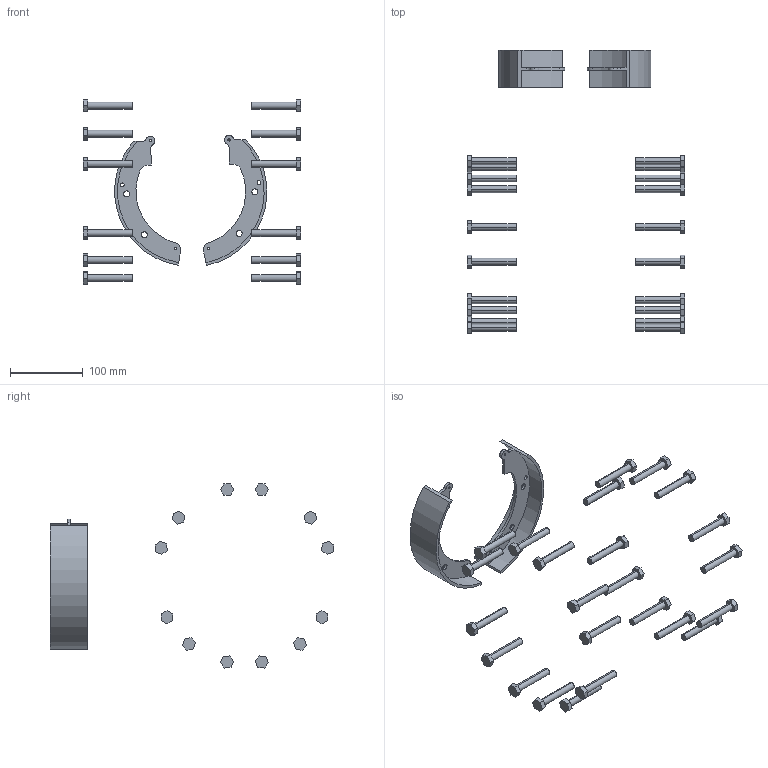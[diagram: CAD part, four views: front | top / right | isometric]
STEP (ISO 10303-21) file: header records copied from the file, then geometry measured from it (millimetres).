
FILE_DESCRIPTION (( 'STEP AP203' ), '1' );
FILE_NAME ('FrontAxle_Hardware.STEP', '2023-07-27T05:57:11', ( '' ), ( '' ), 'SwSTEP 2.0', 'SolidWorks 2021', '' );
FILE_SCHEMA (( 'CONFIG_CONTROL_DESIGN' ));
Length unit declared in the file: centimetre
Products named in the file (31): Part 26; Drum Brake _1_; Part 12-2; Front Axle Assembly _1_; Differential Bolts _1_; Part 72; Part 15-2; Part 23-1; Part 16-1; Part 7-3; Part 18-2; Part 19-2; Part 9-2; Part 24-1; Axle Case _1_; Part 6-3; Part 8-3; Part 28; Part 22-1; Part 10-2; Part 17-1; Part 21-1; FrontAxle_Hardware; Part 5-4; Part 27; Part 25-1; Part 13-2; Part 20-2; Part 71; Part 14-2; Part 11-2
Assembly tree (30 placements, depth 5):
  FrontAxle_Hardware
    Front Axle Assembly _1_
      Axle Case _1_
        Differential Bolts _1_
          Part 22-1
          Part 14-2
          Part 9-2
          Part 6-3
          Part 28
          Part 25-1
          Part 20-2
          Part 23-1
          Part 7-3
          Part 17-1
          Part 16-1
          Part 27
          Part 19-2
          Part 15-2
          Part 12-2
          Part 24-1
          Part 5-4
          Part 18-2
          Part 21-1
          Part 10-2
          Part 11-2
          Part 8-3
          Part 26
          Part 13-2
      Drum Brake _1_
        Part 71
        Part 72
Bounding box: 298.45 x 389.36 x 252.87 mm (x, y, z)
Volume: 259420.9 mm3; surface area: 131824.6 mm2
Topology: 26 solids, 26 shells, 320 faces, 732 edges, 488 vertices
Faces by surface type: plane 232, cylinder 88
Entity records: 12405 total; most frequent: DIRECTION 1622, CARTESIAN_POINT 1577, ORIENTED_EDGE 1464, EDGE_CURVE 732, LINE 556, VECTOR 556, AXIS2_PLACEMENT_3D 533, VERTEX_POINT 488
